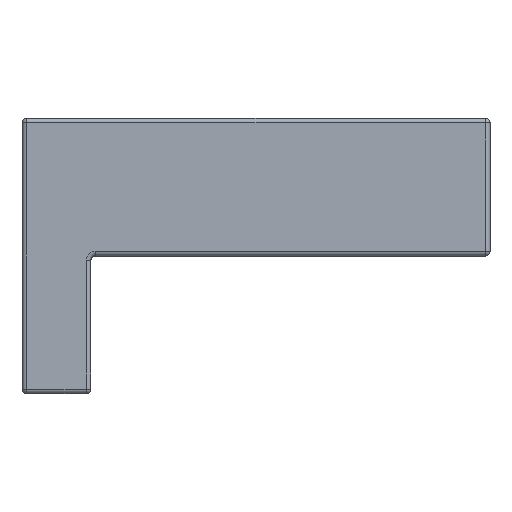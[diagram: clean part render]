
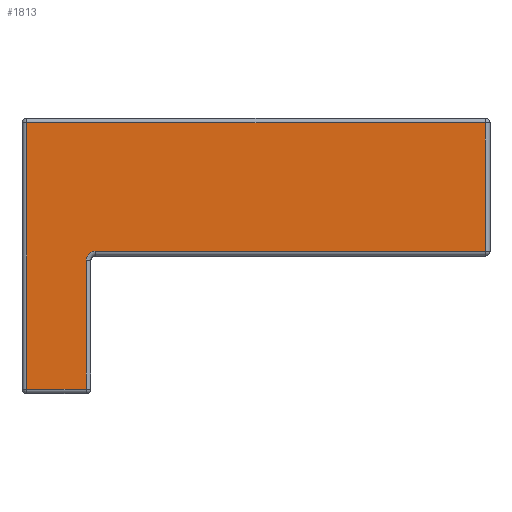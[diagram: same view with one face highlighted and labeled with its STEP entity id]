
A CAD part, front view. The second image highlights one B-rep face of the part: STEP entity #1813.
In plain terms, the highlighted planar face has unit normal (0, -1, 0).
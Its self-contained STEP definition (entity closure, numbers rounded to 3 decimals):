
#1051 = VERTEX_POINT('',#1052);
#1052 = CARTESIAN_POINT('',(-50.,-56.,-29.));
#1062 = CYLINDRICAL_SURFACE('',#1063,1.);
#1063 = AXIS2_PLACEMENT_3D('',#1064,#1065,#1066);
#1064 = CARTESIAN_POINT('',(-50.,-55.,-30.));
#1065 = DIRECTION('',(0.,0.,1.));
#1066 = DIRECTION('',(0.,-1.,0.));
#1108 = VERTEX_POINT('',#1109);
#1109 = CARTESIAN_POINT('',(-50.,-56.,29.));
#1134 = EDGE_CURVE('',#1051,#1108,#1135,.T.);
#1135 = SURFACE_CURVE('',#1136,(#1140,#1147),.PCURVE_S1.);
#1136 = LINE('',#1137,#1138);
#1137 = CARTESIAN_POINT('',(-50.,-56.,-30.));
#1138 = VECTOR('',#1139,1.);
#1139 = DIRECTION('',(0.,0.,1.));
#1140 = PCURVE('',#1062,#1141);
#1141 = DEFINITIONAL_REPRESENTATION('',(#1142),#1146);
#1142 = LINE('',#1143,#1144);
#1143 = CARTESIAN_POINT('',(-0.,0.));
#1144 = VECTOR('',#1145,1.);
#1145 = DIRECTION('',(-0.,1.));
#1146 = ( GEOMETRIC_REPRESENTATION_CONTEXT(2) 
PARAMETRIC_REPRESENTATION_CONTEXT() REPRESENTATION_CONTEXT('2D SPACE',''
  ) );
#1147 = PCURVE('',#1148,#1153);
#1148 = PLANE('',#1149);
#1149 = AXIS2_PLACEMENT_3D('',#1150,#1151,#1152);
#1150 = CARTESIAN_POINT('',(-8.056,-56.,8.056));
#1151 = DIRECTION('',(0.,-1.,0.));
#1152 = DIRECTION('',(0.,0.,-1.));
#1153 = DEFINITIONAL_REPRESENTATION('',(#1154),#1158);
#1154 = LINE('',#1155,#1156);
#1155 = CARTESIAN_POINT('',(38.056,-41.944));
#1156 = VECTOR('',#1157,1.);
#1157 = DIRECTION('',(-1.,-0.));
#1158 = ( GEOMETRIC_REPRESENTATION_CONTEXT(2) 
PARAMETRIC_REPRESENTATION_CONTEXT() REPRESENTATION_CONTEXT('2D SPACE',''
  ) );
#1206 = CYLINDRICAL_SURFACE('',#1207,1.);
#1207 = AXIS2_PLACEMENT_3D('',#1208,#1209,#1210);
#1208 = CARTESIAN_POINT('',(51.,-55.,29.));
#1209 = DIRECTION('',(-1.,0.,0.));
#1210 = DIRECTION('',(0.,-1.,0.));
#1728 = CYLINDRICAL_SURFACE('',#1729,1.);
#1729 = AXIS2_PLACEMENT_3D('',#1730,#1731,#1732);
#1730 = CARTESIAN_POINT('',(-36.,-55.,-29.));
#1731 = DIRECTION('',(-1.,0.,0.));
#1732 = DIRECTION('',(0.,0.,-1.));
#1813 = ADVANCED_FACE('',(#1814),#1148,.T.);
#1814 = FACE_BOUND('',#1815,.T.);
#1815 = EDGE_LOOP('',(#1816,#1846,#1879,#1907,#1935,#1956,#1957));
#1816 = ORIENTED_EDGE('',*,*,#1817,.F.);
#1817 = EDGE_CURVE('',#1818,#1820,#1822,.T.);
#1818 = VERTEX_POINT('',#1819);
#1819 = CARTESIAN_POINT('',(-37.,-56.,-1.));
#1820 = VERTEX_POINT('',#1821);
#1821 = CARTESIAN_POINT('',(-37.,-56.,-29.));
#1822 = SURFACE_CURVE('',#1823,(#1827,#1834),.PCURVE_S1.);
#1823 = LINE('',#1824,#1825);
#1824 = CARTESIAN_POINT('',(-37.,-56.,0.));
#1825 = VECTOR('',#1826,1.);
#1826 = DIRECTION('',(0.,0.,-1.));
#1827 = PCURVE('',#1148,#1828);
#1828 = DEFINITIONAL_REPRESENTATION('',(#1829),#1833);
#1829 = LINE('',#1830,#1831);
#1830 = CARTESIAN_POINT('',(8.056,-28.944));
#1831 = VECTOR('',#1832,1.);
#1832 = DIRECTION('',(1.,-0.));
#1833 = ( GEOMETRIC_REPRESENTATION_CONTEXT(2) 
PARAMETRIC_REPRESENTATION_CONTEXT() REPRESENTATION_CONTEXT('2D SPACE',''
  ) );
#1834 = PCURVE('',#1835,#1840);
#1835 = CYLINDRICAL_SURFACE('',#1836,1.);
#1836 = AXIS2_PLACEMENT_3D('',#1837,#1838,#1839);
#1837 = CARTESIAN_POINT('',(-37.,-55.,0.));
#1838 = DIRECTION('',(0.,0.,-1.));
#1839 = DIRECTION('',(1.,0.,0.));
#1840 = DEFINITIONAL_REPRESENTATION('',(#1841),#1845);
#1841 = LINE('',#1842,#1843);
#1842 = CARTESIAN_POINT('',(1.571,0.));
#1843 = VECTOR('',#1844,1.);
#1844 = DIRECTION('',(0.,1.));
#1845 = ( GEOMETRIC_REPRESENTATION_CONTEXT(2) 
PARAMETRIC_REPRESENTATION_CONTEXT() REPRESENTATION_CONTEXT('2D SPACE',''
  ) );
#1846 = ORIENTED_EDGE('',*,*,#1847,.T.);
#1847 = EDGE_CURVE('',#1818,#1848,#1850,.T.);
#1848 = VERTEX_POINT('',#1849);
#1849 = CARTESIAN_POINT('',(-35.,-56.,1.));
#1850 = SURFACE_CURVE('',#1851,(#1856,#1867),.PCURVE_S1.);
#1851 = CIRCLE('',#1852,2.);
#1852 = AXIS2_PLACEMENT_3D('',#1853,#1854,#1855);
#1853 = CARTESIAN_POINT('',(-35.,-56.,-1.));
#1854 = DIRECTION('',(0.,1.,0.));
#1855 = DIRECTION('',(-1.,0.,0.));
#1856 = PCURVE('',#1148,#1857);
#1857 = DEFINITIONAL_REPRESENTATION('',(#1858),#1866);
#1858 = ( BOUNDED_CURVE() B_SPLINE_CURVE(2,(#1859,#1860,#1861,#1862,
#1863,#1864,#1865),.UNSPECIFIED.,.T.,.F.) B_SPLINE_CURVE_WITH_KNOTS((1,2
    ,2,2,2,1),(-2.094,0.,2.094,4.189,
6.283,8.378),.UNSPECIFIED.) CURVE() 
GEOMETRIC_REPRESENTATION_ITEM() RATIONAL_B_SPLINE_CURVE((1.,0.5,1.,0.5,
1.,0.5,1.)) REPRESENTATION_ITEM('') );
#1859 = CARTESIAN_POINT('',(9.056,-28.944));
#1860 = CARTESIAN_POINT('',(5.591,-28.944));
#1861 = CARTESIAN_POINT('',(7.324,-25.944));
#1862 = CARTESIAN_POINT('',(9.056,-22.944));
#1863 = CARTESIAN_POINT('',(10.788,-25.944));
#1864 = CARTESIAN_POINT('',(12.52,-28.944));
#1865 = CARTESIAN_POINT('',(9.056,-28.944));
#1866 = ( GEOMETRIC_REPRESENTATION_CONTEXT(2) 
PARAMETRIC_REPRESENTATION_CONTEXT() REPRESENTATION_CONTEXT('2D SPACE',''
  ) );
#1867 = PCURVE('',#1868,#1873);
#1868 = TOROIDAL_SURFACE('',#1869,2.,1.);
#1869 = AXIS2_PLACEMENT_3D('',#1870,#1871,#1872);
#1870 = CARTESIAN_POINT('',(-35.,-55.,-1.));
#1871 = DIRECTION('',(0.,-1.,0.));
#1872 = DIRECTION('',(-1.,0.,0.));
#1873 = DEFINITIONAL_REPRESENTATION('',(#1874),#1878);
#1874 = LINE('',#1875,#1876);
#1875 = CARTESIAN_POINT('',(-0.,1.571));
#1876 = VECTOR('',#1877,1.);
#1877 = DIRECTION('',(-1.,0.));
#1878 = ( GEOMETRIC_REPRESENTATION_CONTEXT(2) 
PARAMETRIC_REPRESENTATION_CONTEXT() REPRESENTATION_CONTEXT('2D SPACE',''
  ) );
#1879 = ORIENTED_EDGE('',*,*,#1880,.F.);
#1880 = EDGE_CURVE('',#1881,#1848,#1883,.T.);
#1881 = VERTEX_POINT('',#1882);
#1882 = CARTESIAN_POINT('',(50.,-56.,1.));
#1883 = SURFACE_CURVE('',#1884,(#1888,#1895),.PCURVE_S1.);
#1884 = LINE('',#1885,#1886);
#1885 = CARTESIAN_POINT('',(51.,-56.,1.));
#1886 = VECTOR('',#1887,1.);
#1887 = DIRECTION('',(-1.,0.,0.));
#1888 = PCURVE('',#1148,#1889);
#1889 = DEFINITIONAL_REPRESENTATION('',(#1890),#1894);
#1890 = LINE('',#1891,#1892);
#1891 = CARTESIAN_POINT('',(7.056,59.056));
#1892 = VECTOR('',#1893,1.);
#1893 = DIRECTION('',(-0.,-1.));
#1894 = ( GEOMETRIC_REPRESENTATION_CONTEXT(2) 
PARAMETRIC_REPRESENTATION_CONTEXT() REPRESENTATION_CONTEXT('2D SPACE',''
  ) );
#1895 = PCURVE('',#1896,#1901);
#1896 = CYLINDRICAL_SURFACE('',#1897,1.);
#1897 = AXIS2_PLACEMENT_3D('',#1898,#1899,#1900);
#1898 = CARTESIAN_POINT('',(51.,-55.,1.));
#1899 = DIRECTION('',(-1.,0.,0.));
#1900 = DIRECTION('',(0.,0.,-1.));
#1901 = DEFINITIONAL_REPRESENTATION('',(#1902),#1906);
#1902 = LINE('',#1903,#1904);
#1903 = CARTESIAN_POINT('',(1.571,0.));
#1904 = VECTOR('',#1905,1.);
#1905 = DIRECTION('',(0.,1.));
#1906 = ( GEOMETRIC_REPRESENTATION_CONTEXT(2) 
PARAMETRIC_REPRESENTATION_CONTEXT() REPRESENTATION_CONTEXT('2D SPACE',''
  ) );
#1907 = ORIENTED_EDGE('',*,*,#1908,.T.);
#1908 = EDGE_CURVE('',#1881,#1909,#1911,.T.);
#1909 = VERTEX_POINT('',#1910);
#1910 = CARTESIAN_POINT('',(50.,-56.,29.));
#1911 = SURFACE_CURVE('',#1912,(#1916,#1923),.PCURVE_S1.);
#1912 = LINE('',#1913,#1914);
#1913 = CARTESIAN_POINT('',(50.,-56.,0.));
#1914 = VECTOR('',#1915,1.);
#1915 = DIRECTION('',(0.,0.,1.));
#1916 = PCURVE('',#1148,#1917);
#1917 = DEFINITIONAL_REPRESENTATION('',(#1918),#1922);
#1918 = LINE('',#1919,#1920);
#1919 = CARTESIAN_POINT('',(8.056,58.056));
#1920 = VECTOR('',#1921,1.);
#1921 = DIRECTION('',(-1.,-0.));
#1922 = ( GEOMETRIC_REPRESENTATION_CONTEXT(2) 
PARAMETRIC_REPRESENTATION_CONTEXT() REPRESENTATION_CONTEXT('2D SPACE',''
  ) );
#1923 = PCURVE('',#1924,#1929);
#1924 = CYLINDRICAL_SURFACE('',#1925,1.);
#1925 = AXIS2_PLACEMENT_3D('',#1926,#1927,#1928);
#1926 = CARTESIAN_POINT('',(50.,-55.,0.));
#1927 = DIRECTION('',(0.,0.,1.));
#1928 = DIRECTION('',(0.,-1.,0.));
#1929 = DEFINITIONAL_REPRESENTATION('',(#1930),#1934);
#1930 = LINE('',#1931,#1932);
#1931 = CARTESIAN_POINT('',(0.,0.));
#1932 = VECTOR('',#1933,1.);
#1933 = DIRECTION('',(0.,1.));
#1934 = ( GEOMETRIC_REPRESENTATION_CONTEXT(2) 
PARAMETRIC_REPRESENTATION_CONTEXT() REPRESENTATION_CONTEXT('2D SPACE',''
  ) );
#1935 = ORIENTED_EDGE('',*,*,#1936,.T.);
#1936 = EDGE_CURVE('',#1909,#1108,#1937,.T.);
#1937 = SURFACE_CURVE('',#1938,(#1942,#1949),.PCURVE_S1.);
#1938 = LINE('',#1939,#1940);
#1939 = CARTESIAN_POINT('',(51.,-56.,29.));
#1940 = VECTOR('',#1941,1.);
#1941 = DIRECTION('',(-1.,0.,0.));
#1942 = PCURVE('',#1148,#1943);
#1943 = DEFINITIONAL_REPRESENTATION('',(#1944),#1948);
#1944 = LINE('',#1945,#1946);
#1945 = CARTESIAN_POINT('',(-20.944,59.056));
#1946 = VECTOR('',#1947,1.);
#1947 = DIRECTION('',(-0.,-1.));
#1948 = ( GEOMETRIC_REPRESENTATION_CONTEXT(2) 
PARAMETRIC_REPRESENTATION_CONTEXT() REPRESENTATION_CONTEXT('2D SPACE',''
  ) );
#1949 = PCURVE('',#1206,#1950);
#1950 = DEFINITIONAL_REPRESENTATION('',(#1951),#1955);
#1951 = LINE('',#1952,#1953);
#1952 = CARTESIAN_POINT('',(0.,0.));
#1953 = VECTOR('',#1954,1.);
#1954 = DIRECTION('',(0.,1.));
#1955 = ( GEOMETRIC_REPRESENTATION_CONTEXT(2) 
PARAMETRIC_REPRESENTATION_CONTEXT() REPRESENTATION_CONTEXT('2D SPACE',''
  ) );
#1956 = ORIENTED_EDGE('',*,*,#1134,.F.);
#1957 = ORIENTED_EDGE('',*,*,#1958,.F.);
#1958 = EDGE_CURVE('',#1820,#1051,#1959,.T.);
#1959 = SURFACE_CURVE('',#1960,(#1964,#1971),.PCURVE_S1.);
#1960 = LINE('',#1961,#1962);
#1961 = CARTESIAN_POINT('',(-36.,-56.,-29.));
#1962 = VECTOR('',#1963,1.);
#1963 = DIRECTION('',(-1.,0.,0.));
#1964 = PCURVE('',#1148,#1965);
#1965 = DEFINITIONAL_REPRESENTATION('',(#1966),#1970);
#1966 = LINE('',#1967,#1968);
#1967 = CARTESIAN_POINT('',(37.056,-27.944));
#1968 = VECTOR('',#1969,1.);
#1969 = DIRECTION('',(-0.,-1.));
#1970 = ( GEOMETRIC_REPRESENTATION_CONTEXT(2) 
PARAMETRIC_REPRESENTATION_CONTEXT() REPRESENTATION_CONTEXT('2D SPACE',''
  ) );
#1971 = PCURVE('',#1728,#1972);
#1972 = DEFINITIONAL_REPRESENTATION('',(#1973),#1977);
#1973 = LINE('',#1974,#1975);
#1974 = CARTESIAN_POINT('',(1.571,0.));
#1975 = VECTOR('',#1976,1.);
#1976 = DIRECTION('',(0.,1.));
#1977 = ( GEOMETRIC_REPRESENTATION_CONTEXT(2) 
PARAMETRIC_REPRESENTATION_CONTEXT() REPRESENTATION_CONTEXT('2D SPACE',''
  ) );
